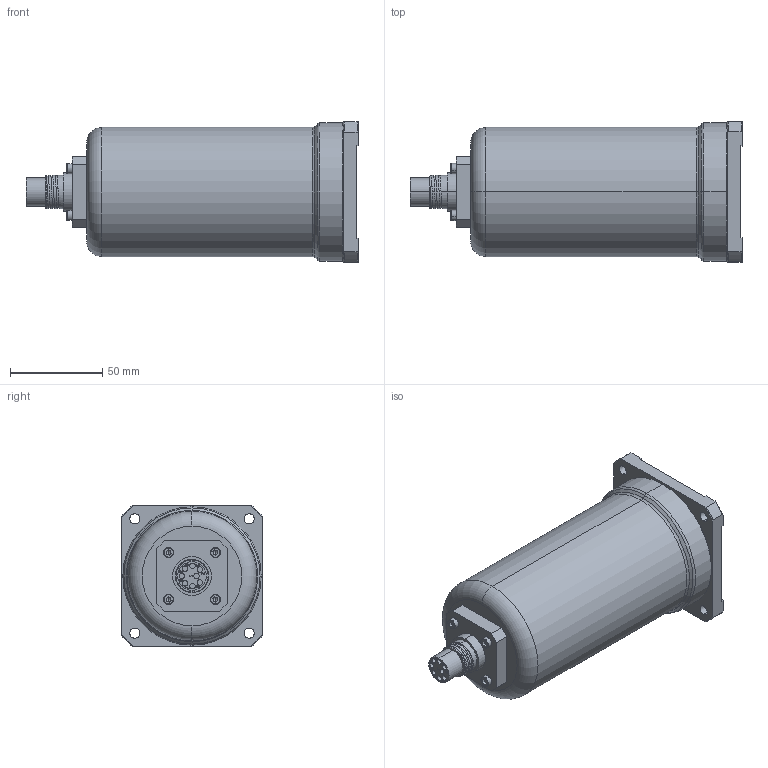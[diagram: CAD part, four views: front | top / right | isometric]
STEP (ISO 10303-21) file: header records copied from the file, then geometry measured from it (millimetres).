
FILE_DESCRIPTION (( 'STEP AP214' ), '1' );
FILE_NAME ('MRU-Subsea-A001_A_23.10.2020.STEP', '2020-10-23T09:12:31', ( '' ), ( '' ), 'SwSTEP 2.0', 'SolidWorks 2020', '' );
FILE_SCHEMA (( 'AUTOMOTIVE_DESIGN' ));
Length unit declared in the file: millimetre
Products named in the file (10): MRU-Subsea-A001_A_23.10.2020; O-ring; Backup ring; MRU-Subsea-P001; MRU-Subsea-P002; O-ring_conn2; socket head cap screw_din_DIN 912 M3 x 6 --- 6N; FCR1508F; O-ring_conn1; socket head cap screw_din_DIN 912 M4 x 10 --- 10N
Assembly tree (18 placements, depth 2):
  MRU-Subsea-A001_A_23.10.2020
    MRU-Subsea-P001
    MRU-Subsea-P002
    FCR1508F
    socket head cap screw_din_DIN 912 M4 x 10 --- 10N  x5
    socket head cap screw_din_DIN 912 M3 x 6 --- 6N  x4
    Backup ring  x2
    O-ring  x2
    O-ring_conn1
    O-ring_conn2
Bounding box: 180 x 76 x 76 mm (x, y, z)
Volume: 273075.5 mm3; surface area: 98947.8 mm2
Topology: 18 solids, 18 shells, 955 faces, 2271 edges, 1399 vertices
Faces by surface type: plane 400, cylinder 256, cone 113, bspline 96, torus 90
Entity records: 28606 total; most frequent: CARTESIAN_POINT 10042, ORIENTED_EDGE 3598, DIRECTION 3510, EDGE_CURVE 1799, AXIS2_PLACEMENT_3D 1263, VERTEX_POINT 1152, VECTOR 984, LINE 984
